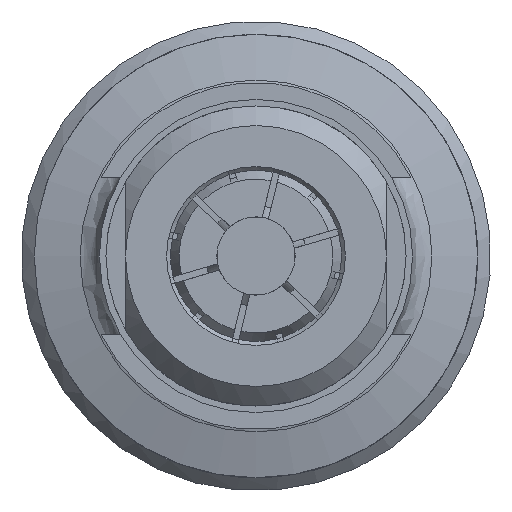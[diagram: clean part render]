
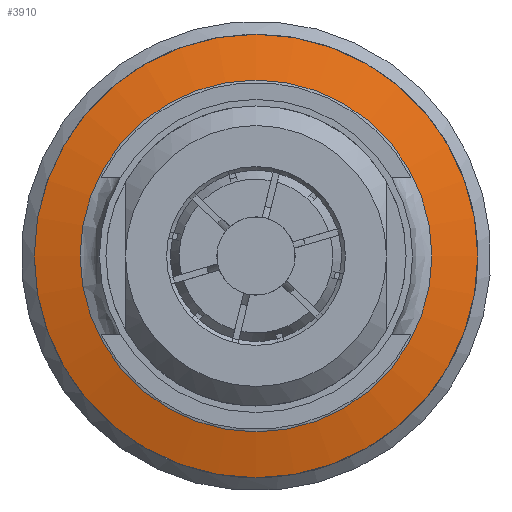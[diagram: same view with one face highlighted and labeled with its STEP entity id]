
A CAD part, left-side view. The second image highlights one B-rep face of the part: STEP entity #3910.
In plain terms, the highlighted conical face has half-angle 75 degrees and reference radius 14.5 mm.
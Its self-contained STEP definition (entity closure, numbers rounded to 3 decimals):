
#3879=CARTESIAN_POINT('',(-28.943,13.482,0.));
#3880=VERTEX_POINT('',#3879);
#3881=CARTESIAN_POINT('',(-28.943,0.,0.));
#3882=DIRECTION('',(-1.0,0.0,0.0));
#3883=DIRECTION('',(0.0,-1.0,0.0));
#3884=AXIS2_PLACEMENT_3D('',#3881,#3882,#3883);
#3885=CIRCLE('',#3884,13.482);
#3886=EDGE_CURVE('',#3880,#3880,#3885,.T.);
#3891=CARTESIAN_POINT('',(-28.67,0.,0.));
#3892=DIRECTION('',(1.0,0.,0.));
#3893=DIRECTION('',(0.0,1.0,0.0));
#3894=AXIS2_PLACEMENT_3D('',#3891,#3892,#3893);
#3895=CONICAL_SURFACE('',#3894,14.5,75.);
#3896=CARTESIAN_POINT('',(-28.,17.,0.));
#3897=VERTEX_POINT('',#3896);
#3898=CARTESIAN_POINT('',(-28.0,0.,0.));
#3899=DIRECTION('',(1.0,0.0,0.0));
#3900=DIRECTION('',(0.0,1.0,0.0));
#3901=AXIS2_PLACEMENT_3D('',#3898,#3899,#3900);
#3902=CIRCLE('',#3901,17.);
#3903=EDGE_CURVE('',#3897,#3897,#3902,.T.);
#3904=ORIENTED_EDGE('',*,*,#3903,.F.);
#3905=EDGE_LOOP('',(#3904));
#3906=FACE_OUTER_BOUND('',#3905,.T.);
#3907=ORIENTED_EDGE('',*,*,#3886,.F.);
#3908=EDGE_LOOP('',(#3907));
#3909=FACE_BOUND('',#3908,.T.);
#3910=ADVANCED_FACE('',(#3906,#3909),#3895,.T.);
